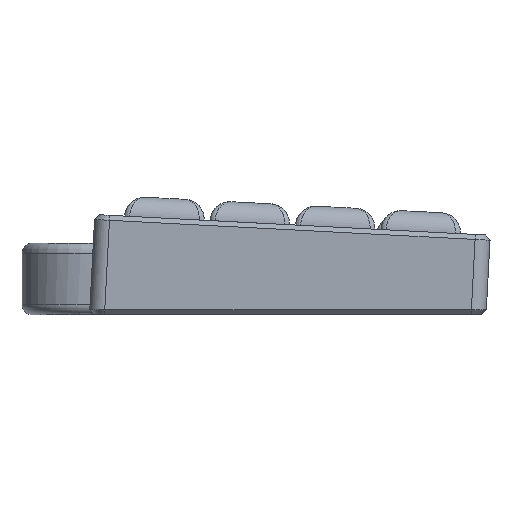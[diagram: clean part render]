
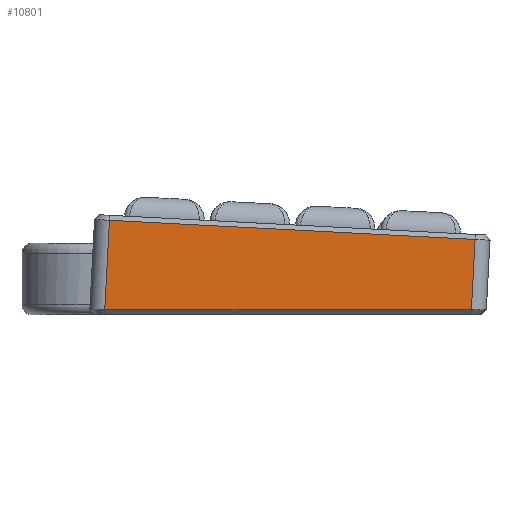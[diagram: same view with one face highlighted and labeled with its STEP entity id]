
A CAD part, left-side view. The second image highlights one B-rep face of the part: STEP entity #10801.
In plain terms, the highlighted planar face has unit normal (-1, 0, 0).
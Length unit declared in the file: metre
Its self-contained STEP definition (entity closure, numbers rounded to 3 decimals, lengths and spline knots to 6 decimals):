
#4102=ORIENTED_EDGE('',*,*,#5739,.T.);
#4103=ORIENTED_EDGE('',*,*,#5740,.T.);
#4104=ORIENTED_EDGE('',*,*,#5741,.T.);
#4105=ORIENTED_EDGE('',*,*,#5742,.T.);
#5739=EDGE_CURVE('',#6632,#6633,#7465,.T.);
#5740=EDGE_CURVE('',#6633,#6634,#7466,.F.);
#5741=EDGE_CURVE('',#6634,#6635,#7467,.F.);
#5742=EDGE_CURVE('',#6635,#6632,#7468,.F.);
#6632=VERTEX_POINT('',#21601);
#6633=VERTEX_POINT('',#21602);
#6634=VERTEX_POINT('',#21604);
#6635=VERTEX_POINT('',#21606);
#7465=LINE('',#21600,#8303);
#7466=LINE('',#21603,#8304);
#7467=LINE('',#21605,#8305);
#7468=LINE('',#21607,#8306);
#8303=VECTOR('',#15812,1.);
#8304=VECTOR('',#15813,1.);
#8305=VECTOR('',#15814,1.);
#8306=VECTOR('',#15815,1.);
#9045=EDGE_LOOP('',(#4102,#4103,#4104,#4105));
#9795=FACE_BOUND('',#9045,.T.);
#10078=PLANE('',#12512);
#10801=ADVANCED_FACE('',(#9795),#10078,.F.);
#12512=AXIS2_PLACEMENT_3D('',#21599,#15810,#15811);
#15810=DIRECTION('',(1.,0.,0.));
#15811=DIRECTION('',(0.,0.999,0.052));
#15812=DIRECTION('',(0.,0.052,-0.999));
#15813=DIRECTION('',(0.,1.,0.));
#15814=DIRECTION('',(0.,0.052,-0.999));
#15815=DIRECTION('',(0.,-0.999,-0.052));
#21599=CARTESIAN_POINT('',(-0.019259,0.030261,0.000518));
#21600=CARTESIAN_POINT('',(-0.019259,0.039449,0.000999));
#21601=CARTESIAN_POINT('',(-0.019259,0.039357,0.002747));
#21602=CARTESIAN_POINT('',(-0.019259,0.039593,-0.00175));
#21603=CARTESIAN_POINT('',(-0.019259,0.021181,-0.00175));
#21604=CARTESIAN_POINT('',(-0.019259,0.021168,-0.00175));
#21605=CARTESIAN_POINT('',(-0.019259,0.021074,0.000037));
#21606=CARTESIAN_POINT('',(-0.019259,0.020982,0.001784));
#21607=CARTESIAN_POINT('',(-0.019259,0.03017,0.002266));
